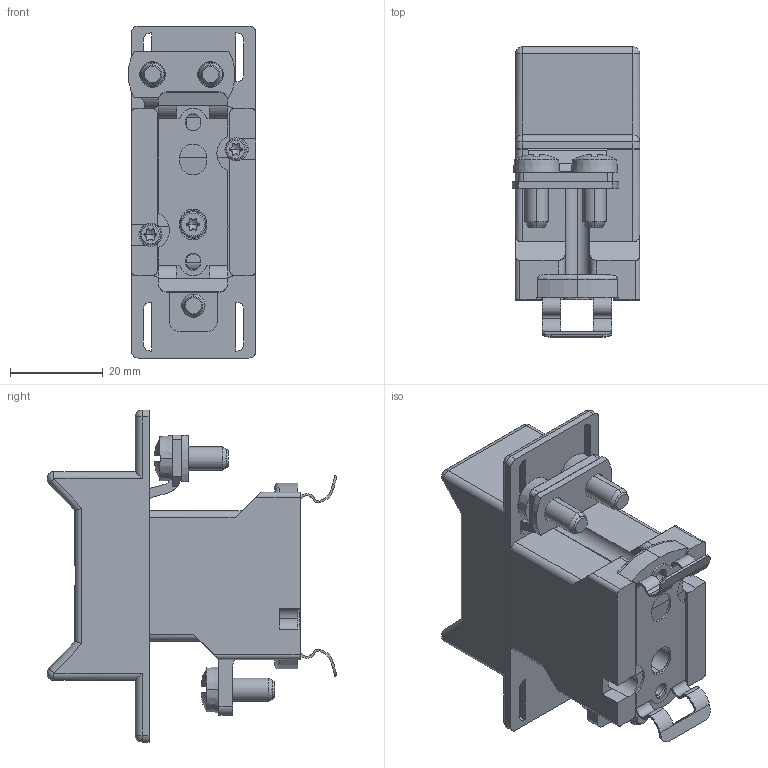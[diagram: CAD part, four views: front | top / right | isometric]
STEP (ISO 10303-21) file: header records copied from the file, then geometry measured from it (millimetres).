
FILE_DESCRIPTION((''),'2;1');
FILE_NAME('XXX002222023_D02_E18_63A_N-M5-K_ASM','2021-05-12T',('marketing.praksa'),('Audax d.o.o.'),'CREO PARAMETRIC BY PTC INC, 2017480','CREO PARAMETRIC BY PTC INC, 2017480','');
FILE_SCHEMA(('AUTOMOTIVE_DESIGN { 1 0 10303 214 1 1 1 1 }'));
Products named in the file (23): E18_NOVJA_1_1_1_1_1; ASDFDSH_ASM_1_1_ASM_1_ASM_1_ASM; 0000044399_1_1_1_1_1; CLICK-ON_ASM_1_1_ASM_1_ASM_1_ASM; COPPER_ASM_1_1_ASM_1_ASM_1; 0000060159_1_1_2_3_1; 0000060159_1_1_1_2_1_1; M5-SCREW_ASM_1_1_ASM_1_ASM_1_ASM; UN_M5_1_1_1_1_1; UN-SCR_ASM_1_1_ASM_1_ASM_1_ASM; METAL-1XM5_1; KK_ASM_1_ASM; 0000059957_1_1_1_1_1_1_1; 0000059956_1_1_1_1_1_1_1; D01N3-K-ORIGINAL_ASM_1_1_ASM_1__ASM; PRT9494_1_1_1_1; PRT9494_1_2_1_1; PRT9494_1_3_1_1; PRT9494_1_ASM_1_ASM_1_ASM; PRT9495_1_1_1_1; 002251005_PZ_D02_1P_ASM; M-BASE; XXX002222023_D02_E18_63A_N-M5-K_ASM
Assembly tree (24 placements, depth 4):
  XXX002222023_D02_E18_63A_N-M5-K_ASM
    D01N3-K-ORIGINAL_ASM_1_1_ASM_1__ASM
      ASDFDSH_ASM_1_1_ASM_1_ASM_1_ASM
        E18_NOVJA_1_1_1_1_1
      CLICK-ON_ASM_1_1_ASM_1_ASM_1_ASM
        0000044399_1_1_1_1_1
      COPPER_ASM_1_1_ASM_1_ASM_1
      M5-SCREW_ASM_1_1_ASM_1_ASM_1_ASM
        0000060159_1_1_2_3_1
        0000060159_1_1_1_2_1_1  x2
      UN-SCR_ASM_1_1_ASM_1_ASM_1_ASM
        UN_M5_1_1_1_1_1
      KK_ASM_1_ASM
        METAL-1XM5_1
      0000059957_1_1_1_1_1_1_1  x2
      0000059956_1_1_1_1_1_1_1
    002251005_PZ_D02_1P_ASM
      PRT9494_1_ASM_1_ASM_1_ASM
        PRT9494_1_1_1_1
        PRT9494_1_2_1_1
        PRT9494_1_3_1_1
      PRT9495_1_1_1_1
    M-BASE
Bounding box: 27.5 x 62.45 x 71.5 mm (x, y, z)
Volume: 37889.2 mm3; surface area: 24015.1 mm2
Topology: 15 solids, 20 shells, 755 faces, 2121 edges, 1386 vertices
Faces by surface type: plane 379, cylinder 274, cone 66, torus 22, sphere 14
Entity records: 30581 total; most frequent: CARTESIAN_POINT 5293, DIRECTION 3830, ORIENTED_EDGE 3746, EDGE_CURVE 1879, AXIS2_PLACEMENT_3D 1415, PRESENTATION_STYLE_ASSIGNMENT 1310, VERTEX_POINT 1236, STYLED_ITEM 1176
